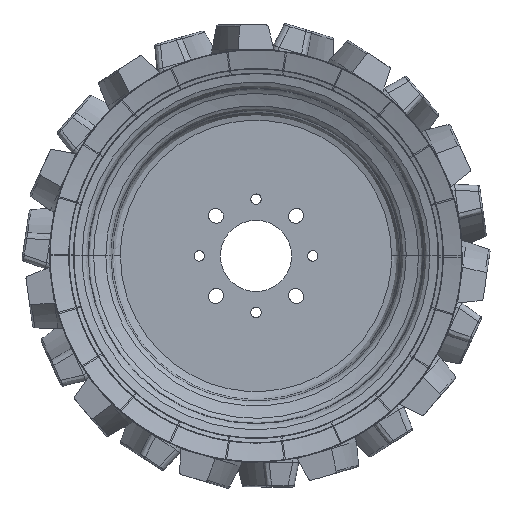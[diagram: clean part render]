
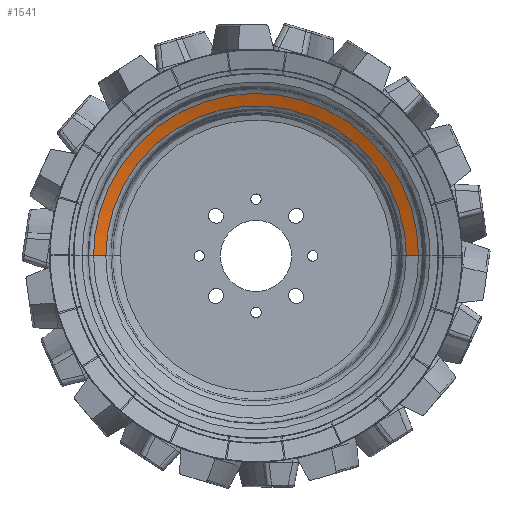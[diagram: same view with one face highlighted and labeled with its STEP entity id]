
A CAD part, top view. The second image highlights one B-rep face of the part: STEP entity #1541.
In plain terms, the highlighted free-form (B-spline) face has degree [2, 1] with [5, 2] control points.
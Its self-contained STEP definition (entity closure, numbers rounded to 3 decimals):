
#649 = VERTEX_POINT('',#650);
#650 = CARTESIAN_POINT('',(142.12,0.,20.985));
#669 = VERTEX_POINT('',#670);
#670 = CARTESIAN_POINT('',(-142.12,0.,
    20.985));
#716 = VERTEX_POINT('',#717);
#717 = CARTESIAN_POINT('',(131.328,0.,16.672));
#723 = EDGE_CURVE('',#724,#716,#726,.T.);
#724 = VERTEX_POINT('',#725);
#725 = CARTESIAN_POINT('',(-131.328,0.,
    16.672));
#726 = ( BOUNDED_CURVE() B_SPLINE_CURVE(2,(#727,#728,#729,#730,#731),
.UNSPECIFIED.,.F.,.F.) B_SPLINE_CURVE_WITH_KNOTS((3,2,3),(0.,
1.571,3.142),.PIECEWISE_BEZIER_KNOTS.) CURVE() 
GEOMETRIC_REPRESENTATION_ITEM() RATIONAL_B_SPLINE_CURVE((1.,
0.707,1.,0.707,1.)) REPRESENTATION_ITEM('') );
#727 = CARTESIAN_POINT('',(-131.328,0.,16.672));
#728 = CARTESIAN_POINT('',(-131.328,131.328,
    16.672));
#729 = CARTESIAN_POINT('',(0.,131.328,
    16.672));
#730 = CARTESIAN_POINT('',(131.328,131.328,16.672
    ));
#731 = CARTESIAN_POINT('',(131.328,0.,
    16.672));
#894 = EDGE_CURVE('',#716,#649,#895,.T.);
#895 = B_SPLINE_CURVE_WITH_KNOTS('',1,(#896,#897),.UNSPECIFIED.,.F.,.F.,
  (2,2),(-17.127,-4.243),.PIECEWISE_BEZIER_KNOTS.);
#896 = CARTESIAN_POINT('',(131.328,0.,16.672));
#897 = CARTESIAN_POINT('',(142.12,0.,20.985));
#900 = EDGE_CURVE('',#724,#669,#901,.T.);
#901 = B_SPLINE_CURVE_WITH_KNOTS('',1,(#902,#903),.UNSPECIFIED.,.F.,.F.,
  (2,2),(-17.127,-4.243),.PIECEWISE_BEZIER_KNOTS.);
#902 = CARTESIAN_POINT('',(-131.328,0.,
    16.672));
#903 = CARTESIAN_POINT('',(-142.12,0.,
    20.985));
#1541 = ADVANCED_FACE('',(#1542),#1555,.F.);
#1542 = FACE_BOUND('',#1543,.F.);
#1543 = EDGE_LOOP('',(#1544,#1552,#1553,#1554));
#1544 = ORIENTED_EDGE('',*,*,#1545,.F.);
#1545 = EDGE_CURVE('',#649,#669,#1546,.T.);
#1546 = ( BOUNDED_CURVE() B_SPLINE_CURVE(2,(#1547,#1548,#1549,#1550,
#1551),.UNSPECIFIED.,.F.,.F.) B_SPLINE_CURVE_WITH_KNOTS((3,2,3),(0.,
1.571,3.142),.PIECEWISE_BEZIER_KNOTS.) CURVE() 
GEOMETRIC_REPRESENTATION_ITEM() RATIONAL_B_SPLINE_CURVE((1.,
0.707,1.,0.707,1.)) REPRESENTATION_ITEM('') );
#1547 = CARTESIAN_POINT('',(142.12,0.,20.985));
#1548 = CARTESIAN_POINT('',(142.12,142.12,
    20.985));
#1549 = CARTESIAN_POINT('',(0.,142.12,
    20.985));
#1550 = CARTESIAN_POINT('',(-142.12,142.12,
    20.985));
#1551 = CARTESIAN_POINT('',(-142.12,0.,
    20.985));
#1552 = ORIENTED_EDGE('',*,*,#894,.F.);
#1553 = ORIENTED_EDGE('',*,*,#723,.F.);
#1554 = ORIENTED_EDGE('',*,*,#900,.T.);
#1555 = ( BOUNDED_SURFACE() B_SPLINE_SURFACE(2,1,(
    (#1556,#1557)
    ,(#1558,#1559)
    ,(#1560,#1561)
    ,(#1562,#1563)
    ,(#1564,#1565
)),.UNSPECIFIED.,.F.,.F.,.F.) B_SPLINE_SURFACE_WITH_KNOTS((3,2,3),(2,2),
  (0.,1.571,3.142),(-17.127,-4.243),
.PIECEWISE_BEZIER_KNOTS.) GEOMETRIC_REPRESENTATION_ITEM() 
RATIONAL_B_SPLINE_SURFACE((
    (1.,1.)
    ,(0.707,0.707)
    ,(1.,1.)
    ,(0.707,0.707)
,(1.,1.))) REPRESENTATION_ITEM('') SURFACE() );
#1556 = CARTESIAN_POINT('',(131.328,0.,16.672));
#1557 = CARTESIAN_POINT('',(142.12,0.,20.985));
#1558 = CARTESIAN_POINT('',(131.328,131.328,
    16.672));
#1559 = CARTESIAN_POINT('',(142.12,142.12,
    20.985));
#1560 = CARTESIAN_POINT('',(0.,131.328,
    16.672));
#1561 = CARTESIAN_POINT('',(0.,142.12,
    20.985));
#1562 = CARTESIAN_POINT('',(-131.328,131.328,
    16.672));
#1563 = CARTESIAN_POINT('',(-142.12,142.12,
    20.985));
#1564 = CARTESIAN_POINT('',(-131.328,0.,
    16.672));
#1565 = CARTESIAN_POINT('',(-142.12,0.,
    20.985));
